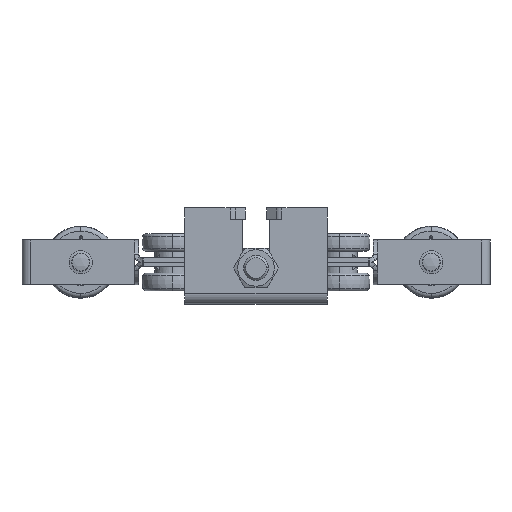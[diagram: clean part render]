
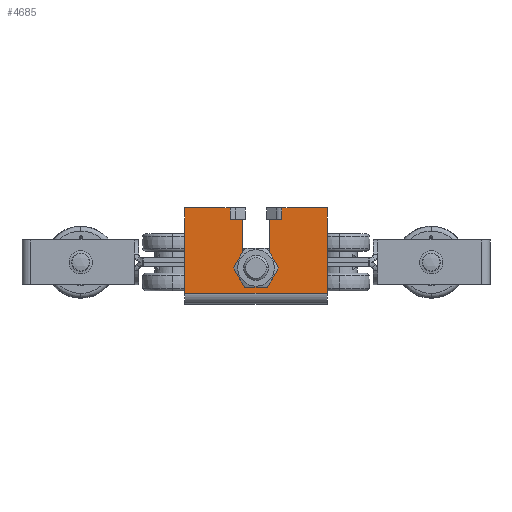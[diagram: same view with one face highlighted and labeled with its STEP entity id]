
A CAD part, front view. The second image highlights one B-rep face of the part: STEP entity #4685.
In plain terms, the highlighted planar face has unit normal (0, -1, 0).
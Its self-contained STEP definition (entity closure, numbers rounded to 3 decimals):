
#108 = CIRCLE ( 'NONE', #24211, 7.6 ) ;
#245 = CARTESIAN_POINT ( 'NONE',  ( -7.6, -76., -3.2 ) ) ;
#766 = VECTOR ( 'NONE', #39362, 1000. ) ;
#790 = DIRECTION ( 'NONE',  ( -1., 0., 0. ) ) ;
#795 = VECTOR ( 'NONE', #1085, 1000. ) ;
#929 = EDGE_CURVE ( 'NONE', #3392, #31783, #3457, .T. ) ;
#942 = EDGE_CURVE ( 'NONE', #11127, #25670, #6110, .T. ) ;
#1085 = DIRECTION ( 'NONE',  ( 0., 0., 1. ) ) ;
#2195 = VECTOR ( 'NONE', #35346, 1000. ) ;
#2673 = ORIENTED_EDGE ( 'NONE', *, *, #12117, .F. ) ;
#2883 = EDGE_CURVE ( 'NONE', #14825, #11127, #108, .T. ) ;
#3336 = VERTEX_POINT ( 'NONE', #23748 ) ;
#3392 = VERTEX_POINT ( 'NONE', #37101 ) ;
#3457 = LINE ( 'NONE', #15895, #30683 ) ;
#4071 = AXIS2_PLACEMENT_3D ( 'NONE', #33071, #17661, #8312 ) ;
#4685 = ADVANCED_FACE ( 'NONE', ( #14118 ), #35966, .T. ) ;
#5052 = VECTOR ( 'NONE', #33924, 1000. ) ;
#5253 = ORIENTED_EDGE ( 'NONE', *, *, #942, .T. ) ;
#6072 = CARTESIAN_POINT ( 'NONE',  ( -40., -76., 24. ) ) ;
#6110 = LINE ( 'NONE', #27539, #22151 ) ;
#6503 = LINE ( 'NONE', #25066, #16973 ) ;
#7399 = ORIENTED_EDGE ( 'NONE', *, *, #929, .T. ) ;
#8312 = DIRECTION ( 'NONE',  ( 0., 0., 1. ) ) ;
#8348 = LINE ( 'NONE', #16900, #20663 ) ;
#8590 = CARTESIAN_POINT ( 'NONE',  ( -14.6, -76., 30.5 ) ) ;
#9182 = CARTESIAN_POINT ( 'NONE',  ( 14.6, -76., 24.2 ) ) ;
#9620 = CARTESIAN_POINT ( 'NONE',  ( -7.6, -76., 24. ) ) ;
#10832 = VERTEX_POINT ( 'NONE', #21259 ) ;
#11045 = VERTEX_POINT ( 'NONE', #8590 ) ;
#11127 = VERTEX_POINT ( 'NONE', #245 ) ;
#11191 = VECTOR ( 'NONE', #790, 1000. ) ;
#11380 = EDGE_CURVE ( 'NONE', #3336, #21532, #6503, .T. ) ;
#11559 = VECTOR ( 'NONE', #25411, 1000. ) ;
#12117 = EDGE_CURVE ( 'NONE', #22813, #29835, #8348, .T. ) ;
#12565 = EDGE_CURVE ( 'NONE', #31783, #10832, #31763, .T. ) ;
#12830 = DIRECTION ( 'NONE',  ( 0., 0., 1. ) ) ;
#13064 = CARTESIAN_POINT ( 'NONE',  ( 40., -76., 30.5 ) ) ;
#13750 = CARTESIAN_POINT ( 'NONE',  ( 14.6, -76., 30.5 ) ) ;
#14019 = LINE ( 'NONE', #22772, #2195 ) ;
#14118 = FACE_OUTER_BOUND ( 'NONE', #16736, .T. ) ;
#14825 = VERTEX_POINT ( 'NONE', #27187 ) ;
#15234 = CARTESIAN_POINT ( 'NONE',  ( 14.6, -76., 24.2 ) ) ;
#15653 = EDGE_CURVE ( 'NONE', #10832, #33759, #32562, .T. ) ;
#15702 = LINE ( 'NONE', #22611, #32264 ) ;
#15889 = VECTOR ( 'NONE', #22629, 1000. ) ;
#15895 = CARTESIAN_POINT ( 'NONE',  ( 40., -76., 30.5 ) ) ;
#15927 = ORIENTED_EDGE ( 'NONE', *, *, #27350, .T. ) ;
#16288 = DIRECTION ( 'NONE',  ( -1., 0., 0. ) ) ;
#16653 = EDGE_CURVE ( 'NONE', #21532, #3392, #14019, .T. ) ;
#16736 = EDGE_LOOP ( 'NONE', ( #28115, #24008, #7399, #16933, #36563, #39589, #26402, #15927, #24240, #5253, #36594, #2673, #39414, #32122 ) ) ;
#16900 = CARTESIAN_POINT ( 'NONE',  ( -14.6, -76., 24.2 ) ) ;
#16933 = ORIENTED_EDGE ( 'NONE', *, *, #12565, .T. ) ;
#16973 = VECTOR ( 'NONE', #25475, 1000. ) ;
#17310 = EDGE_CURVE ( 'NONE', #27936, #32684, #37187, .T. ) ;
#17661 = DIRECTION ( 'NONE',  ( 0., -1., 0. ) ) ;
#18490 = DIRECTION ( 'NONE',  ( -1., 0., 0. ) ) ;
#20041 = CARTESIAN_POINT ( 'NONE',  ( -14.6, -76., 24. ) ) ;
#20663 = VECTOR ( 'NONE', #23244, 1000. ) ;
#21259 = CARTESIAN_POINT ( 'NONE',  ( 14.6, -76., 30.5 ) ) ;
#21532 = VERTEX_POINT ( 'NONE', #29619 ) ;
#22151 = VECTOR ( 'NONE', #37027, 1000. ) ;
#22580 = CARTESIAN_POINT ( 'NONE',  ( -40., -76., 24. ) ) ;
#22611 = CARTESIAN_POINT ( 'NONE',  ( -40., -76., 30.5 ) ) ;
#22629 = DIRECTION ( 'NONE',  ( 0., 0., -1. ) ) ;
#22772 = CARTESIAN_POINT ( 'NONE',  ( -40., -76., -17.5 ) ) ;
#22813 = VERTEX_POINT ( 'NONE', #28263 ) ;
#23044 = CARTESIAN_POINT ( 'NONE',  ( 7.6, -76., 30.5 ) ) ;
#23244 = DIRECTION ( 'NONE',  ( 0., 0., -1. ) ) ;
#23349 = EDGE_CURVE ( 'NONE', #25670, #29835, #31834, .T. ) ;
#23670 = DIRECTION ( 'NONE',  ( 0., 0., 1. ) ) ;
#23748 = CARTESIAN_POINT ( 'NONE',  ( -40., -76., 30.5 ) ) ;
#24008 = ORIENTED_EDGE ( 'NONE', *, *, #16653, .T. ) ;
#24211 = AXIS2_PLACEMENT_3D ( 'NONE', #36002, #26915, #23670 ) ;
#24240 = ORIENTED_EDGE ( 'NONE', *, *, #2883, .T. ) ;
#25066 = CARTESIAN_POINT ( 'NONE',  ( -40., -76., 30.5 ) ) ;
#25411 = DIRECTION ( 'NONE',  ( -1., 0., 0. ) ) ;
#25475 = DIRECTION ( 'NONE',  ( 0., 0., -1. ) ) ;
#25670 = VERTEX_POINT ( 'NONE', #9620 ) ;
#26402 = ORIENTED_EDGE ( 'NONE', *, *, #17310, .T. ) ;
#26915 = DIRECTION ( 'NONE',  ( 0., 1., 0. ) ) ;
#27187 = CARTESIAN_POINT ( 'NONE',  ( 7.6, -76., -3.2 ) ) ;
#27335 = LINE ( 'NONE', #9182, #5052 ) ;
#27350 = EDGE_CURVE ( 'NONE', #32684, #14825, #38285, .T. ) ;
#27539 = CARTESIAN_POINT ( 'NONE',  ( -7.6, -76., 30.5 ) ) ;
#27936 = VERTEX_POINT ( 'NONE', #38997 ) ;
#28115 = ORIENTED_EDGE ( 'NONE', *, *, #11380, .T. ) ;
#28263 = CARTESIAN_POINT ( 'NONE',  ( -14.6, -76., 24.2 ) ) ;
#28269 = EDGE_CURVE ( 'NONE', #11045, #3336, #15702, .T. ) ;
#29034 = CARTESIAN_POINT ( 'NONE',  ( -40., -76., 30.5 ) ) ;
#29619 = CARTESIAN_POINT ( 'NONE',  ( -40., -76., -17.5 ) ) ;
#29823 = CARTESIAN_POINT ( 'NONE',  ( -14.6, -76., 30.5 ) ) ;
#29835 = VERTEX_POINT ( 'NONE', #20041 ) ;
#30683 = VECTOR ( 'NONE', #12830, 1000. ) ;
#31382 = EDGE_CURVE ( 'NONE', #33759, #27936, #27335, .T. ) ;
#31763 = LINE ( 'NONE', #29034, #11559 ) ;
#31783 = VERTEX_POINT ( 'NONE', #13064 ) ;
#31834 = LINE ( 'NONE', #22580, #11191 ) ;
#32122 = ORIENTED_EDGE ( 'NONE', *, *, #28269, .T. ) ;
#32264 = VECTOR ( 'NONE', #16288, 1000. ) ;
#32562 = LINE ( 'NONE', #13750, #766 ) ;
#32684 = VERTEX_POINT ( 'NONE', #33453 ) ;
#32959 = LINE ( 'NONE', #29823, #795 ) ;
#33071 = CARTESIAN_POINT ( 'NONE',  ( -40., -76., 30.5 ) ) ;
#33175 = EDGE_CURVE ( 'NONE', #22813, #11045, #32959, .T. ) ;
#33453 = CARTESIAN_POINT ( 'NONE',  ( 7.6, -76., 24. ) ) ;
#33759 = VERTEX_POINT ( 'NONE', #15234 ) ;
#33924 = DIRECTION ( 'NONE',  ( 0., 0., -1. ) ) ;
#35346 = DIRECTION ( 'NONE',  ( 1., 0., 0. ) ) ;
#35966 = PLANE ( 'NONE',  #4071 ) ;
#36002 = CARTESIAN_POINT ( 'NONE',  ( 0., -76., -3.2 ) ) ;
#36121 = VECTOR ( 'NONE', #18490, 1000. ) ;
#36563 = ORIENTED_EDGE ( 'NONE', *, *, #15653, .T. ) ;
#36594 = ORIENTED_EDGE ( 'NONE', *, *, #23349, .T. ) ;
#37027 = DIRECTION ( 'NONE',  ( 0., 0., 1. ) ) ;
#37101 = CARTESIAN_POINT ( 'NONE',  ( 40., -76., -17.5 ) ) ;
#37187 = LINE ( 'NONE', #6072, #36121 ) ;
#38285 = LINE ( 'NONE', #23044, #15889 ) ;
#38997 = CARTESIAN_POINT ( 'NONE',  ( 14.6, -76., 24. ) ) ;
#39362 = DIRECTION ( 'NONE',  ( 0., 0., -1. ) ) ;
#39414 = ORIENTED_EDGE ( 'NONE', *, *, #33175, .T. ) ;
#39589 = ORIENTED_EDGE ( 'NONE', *, *, #31382, .T. ) ;
